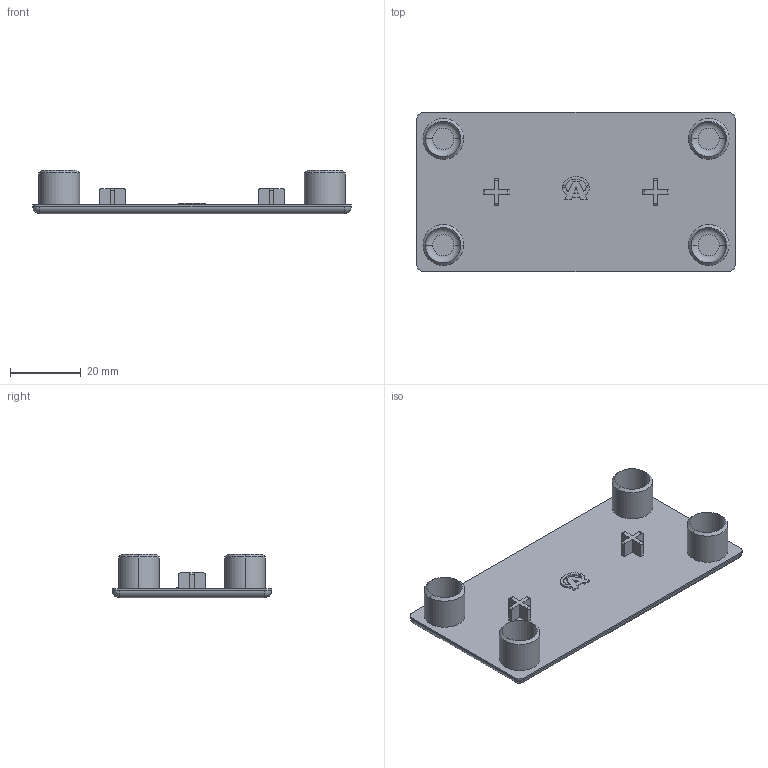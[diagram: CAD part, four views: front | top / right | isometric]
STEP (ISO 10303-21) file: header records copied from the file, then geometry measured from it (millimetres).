
FILE_DESCRIPTION (( 'STEP AP203' ), '1' );
FILE_NAME ('5.CAP.053.STEP', '2015-10-08T08:40:59', ( '' ), ( '' ), 'SwSTEP 2.0', 'SolidWorks 2012', '' );
FILE_SCHEMA (( 'CONFIG_CONTROL_DESIGN' ));
Length unit declared in the file: millimetre
Products named in the file (1): 5.CAP.053
Bounding box: 90 x 45 x 12.25 mm (x, y, z)
Volume: 11100.1 mm3; surface area: 11275 mm2
Topology: 1 solids, 1 shells, 118 faces, 289 edges, 178 vertices
Faces by surface type: plane 42, cylinder 32, bspline 24, torus 8, cone 8, sphere 4
Entity records: 3622 total; most frequent: CARTESIAN_POINT 894, ORIENTED_EDGE 570, DIRECTION 507, EDGE_CURVE 285, VERTEX_POINT 178, AXIS2_PLACEMENT_3D 175, LINE 157, VECTOR 157
